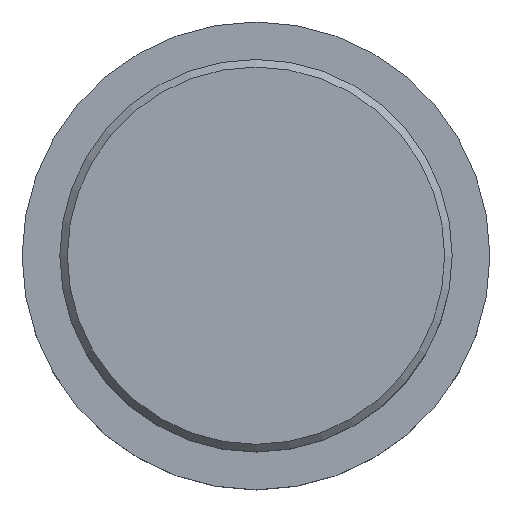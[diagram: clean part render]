
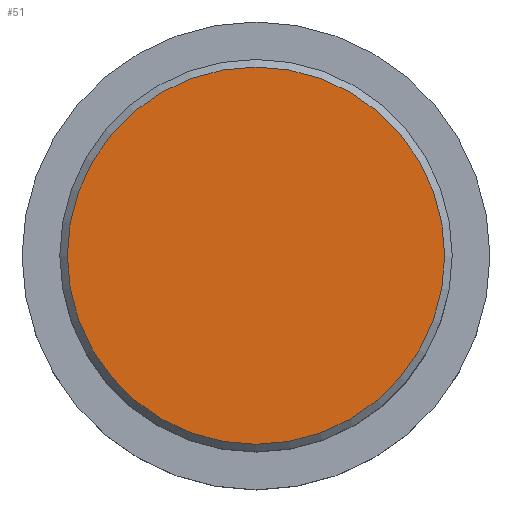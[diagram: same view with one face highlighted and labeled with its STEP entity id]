
A CAD part, top view. The second image highlights one B-rep face of the part: STEP entity #51.
In plain terms, the highlighted planar face has unit normal (0, 0, 1).
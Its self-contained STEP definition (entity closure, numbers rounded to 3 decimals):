
#51=ADVANCED_FACE('',(#107),#108,.T.);
#107=FACE_OUTER_BOUND('',#164,.T.);
#108=PLANE('',#165);
#164=EDGE_LOOP('',(#229));
#165=AXIS2_PLACEMENT_3D('',#230,#231,#232);
#229=ORIENTED_EDGE('',*,*,#278,.T.);
#230=CARTESIAN_POINT('',(78.0,-71.5,100.7));
#231=DIRECTION('',(0.0,-0.0,1.0));
#232=DIRECTION('',(0.,1.0,0.0));
#278=EDGE_CURVE('',#312,#312,#313,.T.);
#312=VERTEX_POINT('',#349);
#313=CIRCLE('',#350,12.5);
#349=CARTESIAN_POINT('',(78.0,-65.5,100.7));
#350=AXIS2_PLACEMENT_3D('',#389,#390,#391);
#389=CARTESIAN_POINT('',(78.0,-78.0,100.7));
#390=DIRECTION('',(0.0,-0.0,1.0));
#391=DIRECTION('',(0.,1.0,0.0));
